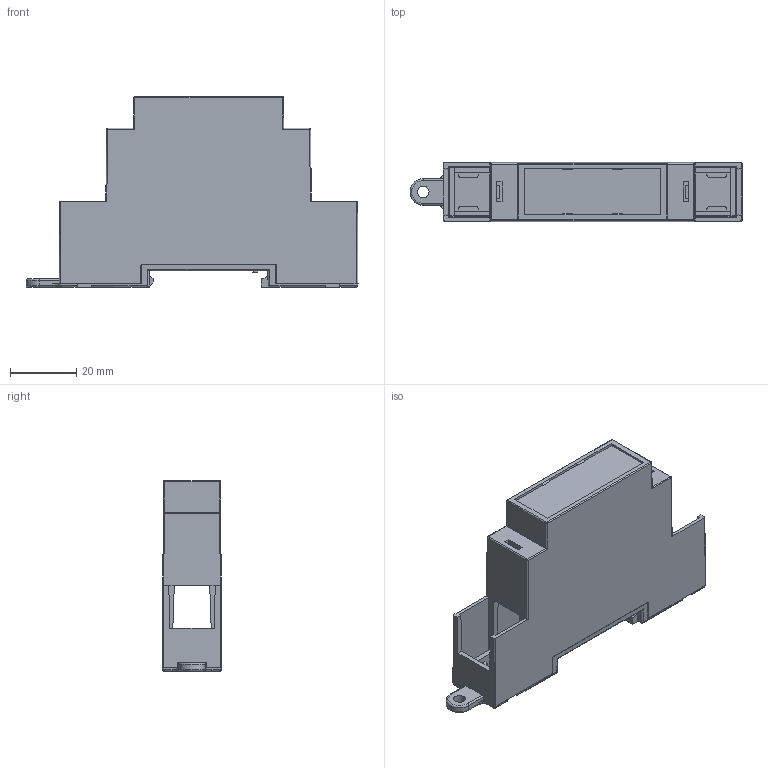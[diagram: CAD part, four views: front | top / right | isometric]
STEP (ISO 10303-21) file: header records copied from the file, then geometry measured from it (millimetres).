
FILE_DESCRIPTION(/* description */ (''),/* implementation_level */ '2;1');
FILE_NAME(/* name */ 'D1MG.stp',/* time_stamp */ '2018-04-27T18:54:55+03:00',/* author */ ('shawn'),/* organization */ (''),/* preprocessor_version */ 'ST-DEVELOPER v17',/* originating_system */ 'Autodesk Inventor 2018',/* authorisation */ '');
FILE_SCHEMA (('AUTOMOTIVE_DESIGN { 1 0 10303 214 3 1 1 }'));
Length unit declared in the file: millimetre
Products named in the file (4): D1MG; D1MG bottom; D1MG top; D1MG cover
Assembly tree (3 placements, depth 2):
  D1MG
    D1MG bottom
    D1MG top
    D1MG cover
Bounding box: 100.2 x 18.1 x 57.5 mm (x, y, z)
Volume: 19925.5 mm3; surface area: 26354.2 mm2
Topology: 3 solids, 3 shells, 386 faces, 1041 edges, 663 vertices
Faces by surface type: plane 301, cylinder 67, sphere 14, bspline 2, torus 2
Full cylindrical faces by diameter (mm): 1.2 x2, 3.5 x1
Entity records: 12091 total; most frequent: CARTESIAN_POINT 2155, ORIENTED_EDGE 2082, DIRECTION 1962, EDGE_CURVE 1041, LINE 898, VECTOR 898, VERTEX_POINT 663, AXIS2_PLACEMENT_3D 532
